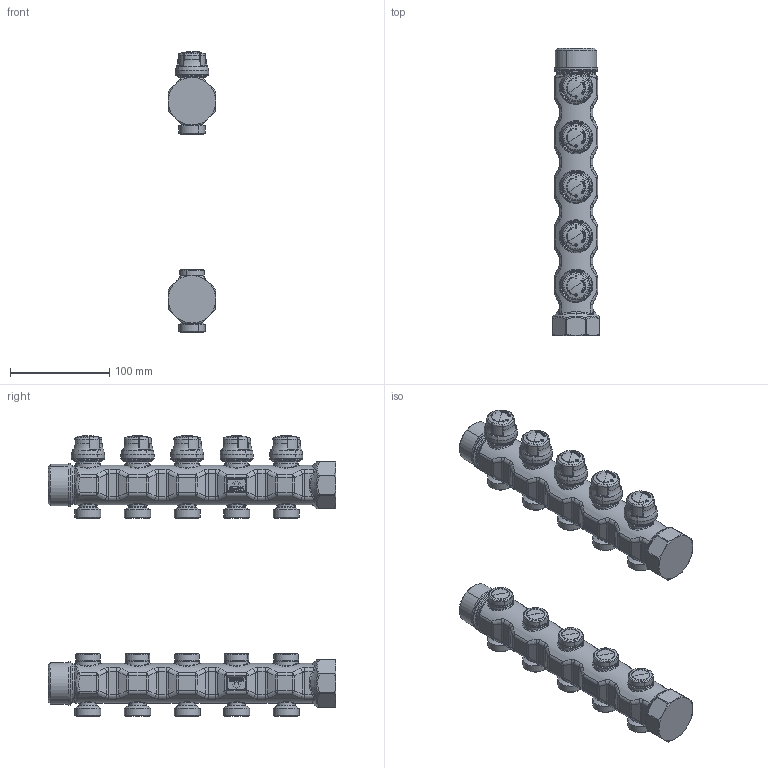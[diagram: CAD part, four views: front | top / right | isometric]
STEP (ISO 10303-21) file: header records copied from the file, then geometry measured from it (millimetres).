
FILE_DESCRIPTION(('CATIA V5 STEP Exchange','CAx-IF Rec.Pracs.--- Model Styling and Organization---1.5--- 2016-08-15','CAx-IF Rec.Pracs.---Supplemental Geometry---1.0---2011-11-01','CAx-IF Rec.Pracs.--- Composite Materials ---3.4---2017-06-13','CAx-IF Rec.Pracs.---Tessellated 3D Geometry---1.0---2015-12-17'),'2;1');
FILE_NAME('STEP_663755_-_TST.stp','2025-07-02T08:28:05+00:00',('none'),('none'),'CATIA Version 5-6 Release 2020 SP5','CATIA V5 STEP AP242 v2','none');
FILE_SCHEMA(('AP242_MANAGED_MODEL_BASED_3D_ENGINEERING_MIM_LF {1 0 10303 442 1 1 4}'));
Products named in the file (1): 663755 - TST
Bounding box: 48 x 290 x 283.6 mm (x, y, z)
Volume: 1008454.4 mm3; surface area: 122321.3 mm2
Topology: 2 solids, 2 shells, 2503 faces, 6212 edges, 3607 vertices
Faces by surface type: plane 805, bspline 700, cylinder 477, sphere 224, cone 165, torus 132
Entity records: 97002 total; most frequent: CARTESIAN_POINT 49612, ORIENTED_EDGE 11952, EDGE_CURVE 5976, DIRECTION 5672, VERTEX_POINT 3607, B_SPLINE_CURVE_WITH_KNOTS 2902, EDGE_LOOP 2633, ADVANCED_FACE 2503
